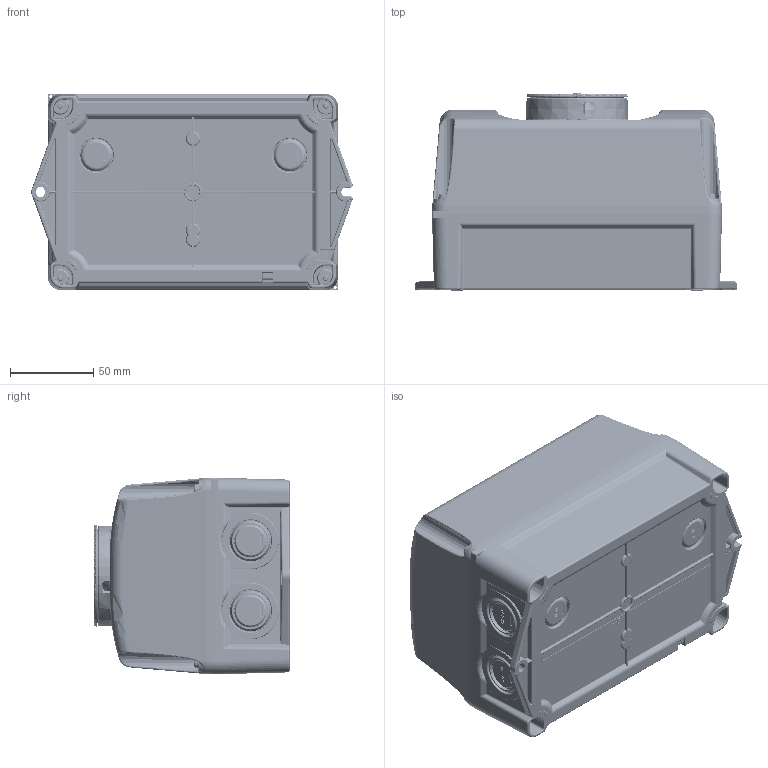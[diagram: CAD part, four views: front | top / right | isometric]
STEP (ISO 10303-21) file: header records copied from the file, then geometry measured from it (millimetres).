
FILE_DESCRIPTION(('FreeCAD Model'),'2;1');
FILE_NAME('3D-KT5-ENY65.step', '2020-05-04T08:16:25',('Author'),(''), 'Open CASCADE STEP processor 7.2','FreeCAD','Unknown');
FILE_SCHEMA(('AUTOMOTIVE_DESIGN { 1 0 10303 214 1 1 1 1 }'));
Length unit declared in the file: millimetre
Products named in the file (16): 10004805802_ASM; 10004805790; 10004805791; 10004805796_ASM; 10004805792; 10004805793; 10004805794; SOLID; SHELL; 10004805795; 10004805797; 10004805800_ASM; 10004805798001; 10004805799003; 10004805800_ASM001; 10004805801003
Assembly tree (22 placements, depth 4):
  10004805802_ASM
    10004805790
    10004805791
    10004805796_ASM
      10004805792
      10004805793
      10004805794
        SOLID
        SHELL
      10004805795
    10004805797
    10004805800_ASM
      10004805798001
      10004805799003  x2
    10004805800_ASM001
      10004805798001
      10004805799003  x2
    10004805801003  x4
Bounding box: 192.79 x 118.1 x 118 mm (x, y, z)
Volume: 276149.4 mm3; surface area: 258578.3 mm2
Topology: 17 solids, 18 shells, 6212 faces, 16223 edges, 10160 vertices
Faces by surface type: plane 2789, cylinder 1673, bspline 768, torus 549, cone 323, sphere 110
Entity records: 595644 total; most frequent: CARTESIAN_POINT 281273, DIRECTION 46648, ORIENTED_EDGE 29256, PCURVE 29256, DEFINITIONAL_REPRESENTATION 29256, LINE 28453, VECTOR 28453, EDGE_CURVE 14645
